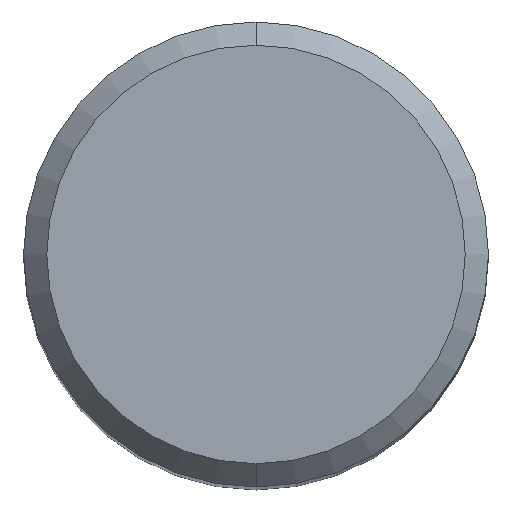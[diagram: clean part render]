
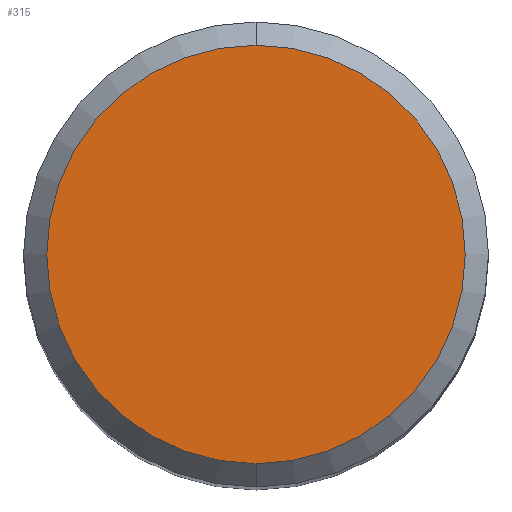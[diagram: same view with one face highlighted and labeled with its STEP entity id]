
A CAD part, top view. The second image highlights one B-rep face of the part: STEP entity #315.
In plain terms, the highlighted planar face has unit normal (0, 0, 1).
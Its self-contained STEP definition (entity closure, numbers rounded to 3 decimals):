
#251=VERTEX_POINT('',#552);
#285=EDGE_CURVE('',#251,#413,#588,.T.);
#315=ADVANCED_FACE('',(#620),#621,.T.);
#381=EDGE_CURVE('',#413,#251,#690,.T.);
#413=VERTEX_POINT('',#728);
#552=CARTESIAN_POINT('',(0.0,4.5,0.0));
#588=CIRCLE('',#1042,4.5);
#620=FACE_OUTER_BOUND('',#1180,.T.);
#621=PLANE('',#1181);
#690=CIRCLE('',#1326,4.5);
#728=CARTESIAN_POINT('',(0.,-4.5,0.0));
#1042=AXIS2_PLACEMENT_3D('',#1559,#1560,#1561);
#1180=EDGE_LOOP('',(#1582,#1583));
#1181=AXIS2_PLACEMENT_3D('',#1584,#1585,#1586);
#1326=AXIS2_PLACEMENT_3D('',#1633,#1634,#1635);
#1559=CARTESIAN_POINT('',(0.0,0.0,0.0));
#1560=DIRECTION('',(0.0,0.0,-1.0));
#1561=DIRECTION('',(0.0,1.0,0.0));
#1582=ORIENTED_EDGE('',*,*,#285,.F.);
#1583=ORIENTED_EDGE('',*,*,#381,.F.);
#1584=CARTESIAN_POINT('',(0.0,2.25,0.0));
#1585=DIRECTION('',(-0.0,0.0,1.0));
#1586=DIRECTION('',(0.0,-1.0,0.0));
#1633=CARTESIAN_POINT('',(0.0,0.0,0.0));
#1634=DIRECTION('',(0.0,0.0,-1.0));
#1635=DIRECTION('',(0.0,1.0,0.0));
